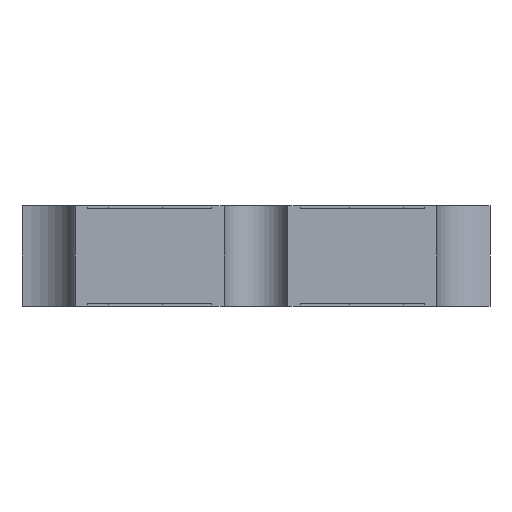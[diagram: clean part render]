
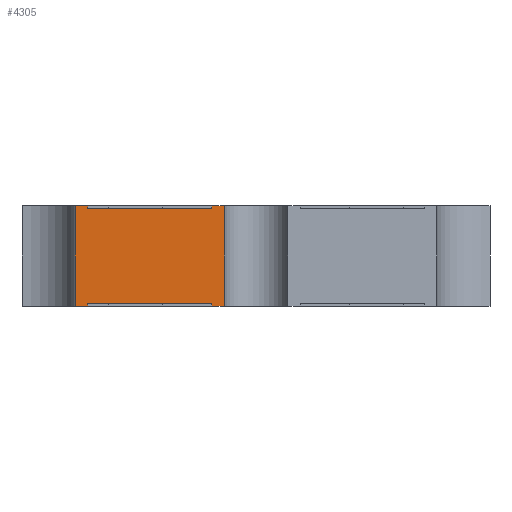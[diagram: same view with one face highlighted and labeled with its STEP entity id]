
A CAD part, left-side view. The second image highlights one B-rep face of the part: STEP entity #4305.
In plain terms, the highlighted planar face has unit normal (-1, 0, 0).
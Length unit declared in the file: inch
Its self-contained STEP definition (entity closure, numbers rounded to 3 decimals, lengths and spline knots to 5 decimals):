
#237 = VECTOR ( 'NONE', #6936, 39.37008 ) ;
#578 = ORIENTED_EDGE ( 'NONE', *, *, #2727, .F. ) ;
#644 = VECTOR ( 'NONE', #6174, 39.37008 ) ;
#862 = VECTOR ( 'NONE', #5914, 39.37008 ) ;
#886 = DIRECTION ( 'NONE',  ( 0., 0., 1. ) ) ;
#1093 = ORIENTED_EDGE ( 'NONE', *, *, #12699, .F. ) ;
#1331 = EDGE_CURVE ( 'NONE', #21121, #12412, #12713, .T. ) ;
#1866 = CARTESIAN_POINT ( 'NONE',  ( -0.28, 0.033, 0.075 ) ) ;
#2648 = CARTESIAN_POINT ( 'NONE',  ( -0.28, 0.033, 0.073 ) ) ;
#2727 = EDGE_CURVE ( 'NONE', #18893, #7315, #4282, .T. ) ;
#2788 = VECTOR ( 'NONE', #23101, 39.37008 ) ;
#3133 = CARTESIAN_POINT ( 'NONE',  ( -0.28, 0.1775, 0.073 ) ) ;
#3482 = VECTOR ( 'NONE', #21801, 39.37008 ) ;
#4182 = CARTESIAN_POINT ( 'NONE',  ( -0.28, 0.02387, 0. ) ) ;
#4282 = LINE ( 'NONE', #17280, #644 ) ;
#4294 = EDGE_CURVE ( 'NONE', #24887, #14274, #18962, .T. ) ;
#4305 = ADVANCED_FACE ( 'NONE', ( #22489 ), #12794, .F. ) ;
#4912 = LINE ( 'NONE', #22044, #16582 ) ;
#5231 = CARTESIAN_POINT ( 'NONE',  ( -0.28, 0.02387, 0. ) ) ;
#5602 = DIRECTION ( 'NONE',  ( 0., -1., 0. ) ) ;
#5654 = VERTEX_POINT ( 'NONE', #7979 ) ;
#5914 = DIRECTION ( 'NONE',  ( 0., -1., 0. ) ) ;
#5931 = CARTESIAN_POINT ( 'NONE',  ( -0.28, 0.033, 0. ) ) ;
#6174 = DIRECTION ( 'NONE',  ( 0., 0., -1. ) ) ;
#6242 = CARTESIAN_POINT ( 'NONE',  ( -0.28, 0.033, 0.073 ) ) ;
#6369 = LINE ( 'NONE', #6242, #20544 ) ;
#6791 = ORIENTED_EDGE ( 'NONE', *, *, #18121, .T. ) ;
#6906 = CARTESIAN_POINT ( 'NONE',  ( -0.28, 0.126, 0. ) ) ;
#6936 = DIRECTION ( 'NONE',  ( 0., 0., -1. ) ) ;
#7145 = DIRECTION ( 'NONE',  ( 0., 1., 0. ) ) ;
#7295 = VECTOR ( 'NONE', #7539, 39.37008 ) ;
#7315 = VERTEX_POINT ( 'NONE', #4182 ) ;
#7389 = ORIENTED_EDGE ( 'NONE', *, *, #1331, .T. ) ;
#7539 = DIRECTION ( 'NONE',  ( 0., -1., 0. ) ) ;
#7979 = CARTESIAN_POINT ( 'NONE',  ( -0.28, 0.126, 0.002 ) ) ;
#8051 = LINE ( 'NONE', #23428, #862 ) ;
#8213 = CARTESIAN_POINT ( 'NONE',  ( -0.28, 0.13527, 0. ) ) ;
#8318 = VECTOR ( 'NONE', #7145, 39.37008 ) ;
#8456 = VERTEX_POINT ( 'NONE', #2648 ) ;
#9746 = CARTESIAN_POINT ( 'NONE',  ( -0.28, 0.126, 0.073 ) ) ;
#10612 = ORIENTED_EDGE ( 'NONE', *, *, #19076, .T. ) ;
#10716 = VERTEX_POINT ( 'NONE', #20625 ) ;
#11118 = ORIENTED_EDGE ( 'NONE', *, *, #19799, .T. ) ;
#11616 = AXIS2_PLACEMENT_3D ( 'NONE', #12920, #20482, #14935 ) ;
#11788 = ORIENTED_EDGE ( 'NONE', *, *, #22608, .F. ) ;
#12412 = VERTEX_POINT ( 'NONE', #5931 ) ;
#12699 = EDGE_CURVE ( 'NONE', #5654, #14274, #12732, .T. ) ;
#12704 = LINE ( 'NONE', #3133, #16909 ) ;
#12713 = LINE ( 'NONE', #22409, #24232 ) ;
#12732 = LINE ( 'NONE', #18530, #237 ) ;
#12794 = PLANE ( 'NONE',  #11616 ) ;
#12920 = CARTESIAN_POINT ( 'NONE',  ( -0.28, 0.02387, 0.075 ) ) ;
#13192 = ORIENTED_EDGE ( 'NONE', *, *, #4294, .T. ) ;
#13213 = LINE ( 'NONE', #19008, #7295 ) ;
#13530 = CARTESIAN_POINT ( 'NONE',  ( -0.28, 0.02387, 0.075 ) ) ;
#13941 = DIRECTION ( 'NONE',  ( 0., 0., 1. ) ) ;
#14229 = VERTEX_POINT ( 'NONE', #16240 ) ;
#14274 = VERTEX_POINT ( 'NONE', #6906 ) ;
#14560 = ORIENTED_EDGE ( 'NONE', *, *, #16652, .F. ) ;
#14603 = DIRECTION ( 'NONE',  ( 0., 1., 0. ) ) ;
#14935 = DIRECTION ( 'NONE',  ( 0., 0., -1. ) ) ;
#15536 = CARTESIAN_POINT ( 'NONE',  ( -0.28, 0.13527, 0.075 ) ) ;
#15847 = EDGE_CURVE ( 'NONE', #19513, #18893, #23475, .T. ) ;
#16135 = LINE ( 'NONE', #15536, #3482 ) ;
#16240 = CARTESIAN_POINT ( 'NONE',  ( -0.28, 0.126, 0.075 ) ) ;
#16582 = VECTOR ( 'NONE', #886, 39.37008 ) ;
#16652 = EDGE_CURVE ( 'NONE', #8456, #19513, #6369, .T. ) ;
#16780 = ORIENTED_EDGE ( 'NONE', *, *, #22110, .T. ) ;
#16909 = VECTOR ( 'NONE', #14603, 39.37008 ) ;
#17252 = VECTOR ( 'NONE', #5602, 39.37008 ) ;
#17280 = CARTESIAN_POINT ( 'NONE',  ( -0.28, 0.02387, 0.075 ) ) ;
#18121 = EDGE_CURVE ( 'NONE', #8456, #23228, #12704, .T. ) ;
#18253 = EDGE_LOOP ( 'NONE', ( #13192, #1093, #11788, #7389, #10612, #578, #19737, #14560, #6791, #11118, #20041, #16780 ) ) ;
#18530 = CARTESIAN_POINT ( 'NONE',  ( -0.28, 0.126, 0.002 ) ) ;
#18893 = VERTEX_POINT ( 'NONE', #21820 ) ;
#18962 = LINE ( 'NONE', #5231, #17252 ) ;
#19008 = CARTESIAN_POINT ( 'NONE',  ( -0.28, 0.02387, 0.075 ) ) ;
#19076 = EDGE_CURVE ( 'NONE', #12412, #7315, #8051, .T. ) ;
#19377 = EDGE_CURVE ( 'NONE', #10716, #14229, #13213, .T. ) ;
#19513 = VERTEX_POINT ( 'NONE', #1866 ) ;
#19737 = ORIENTED_EDGE ( 'NONE', *, *, #15847, .F. ) ;
#19799 = EDGE_CURVE ( 'NONE', #23228, #14229, #4912, .T. ) ;
#20041 = ORIENTED_EDGE ( 'NONE', *, *, #19377, .F. ) ;
#20404 = DIRECTION ( 'NONE',  ( 0., 0., -1. ) ) ;
#20482 = DIRECTION ( 'NONE',  ( 1., 0., 0. ) ) ;
#20544 = VECTOR ( 'NONE', #13941, 39.37008 ) ;
#20625 = CARTESIAN_POINT ( 'NONE',  ( -0.28, 0.13527, 0.075 ) ) ;
#21121 = VERTEX_POINT ( 'NONE', #23034 ) ;
#21801 = DIRECTION ( 'NONE',  ( 0., 0., -1. ) ) ;
#21820 = CARTESIAN_POINT ( 'NONE',  ( -0.28, 0.02387, 0.075 ) ) ;
#22044 = CARTESIAN_POINT ( 'NONE',  ( -0.28, 0.126, 0.073 ) ) ;
#22110 = EDGE_CURVE ( 'NONE', #10716, #24887, #16135, .T. ) ;
#22409 = CARTESIAN_POINT ( 'NONE',  ( -0.28, 0.033, 0.002 ) ) ;
#22489 = FACE_OUTER_BOUND ( 'NONE', #18253, .T. ) ;
#22608 = EDGE_CURVE ( 'NONE', #21121, #5654, #24153, .T. ) ;
#23034 = CARTESIAN_POINT ( 'NONE',  ( -0.28, 0.033, 0.002 ) ) ;
#23101 = DIRECTION ( 'NONE',  ( 0., -1., 0. ) ) ;
#23228 = VERTEX_POINT ( 'NONE', #9746 ) ;
#23428 = CARTESIAN_POINT ( 'NONE',  ( -0.28, 0.02387, 0. ) ) ;
#23475 = LINE ( 'NONE', #13530, #2788 ) ;
#24153 = LINE ( 'NONE', #24405, #8318 ) ;
#24232 = VECTOR ( 'NONE', #20404, 39.37008 ) ;
#24405 = CARTESIAN_POINT ( 'NONE',  ( -0.28, 0.1775, 0.002 ) ) ;
#24887 = VERTEX_POINT ( 'NONE', #8213 ) ;
